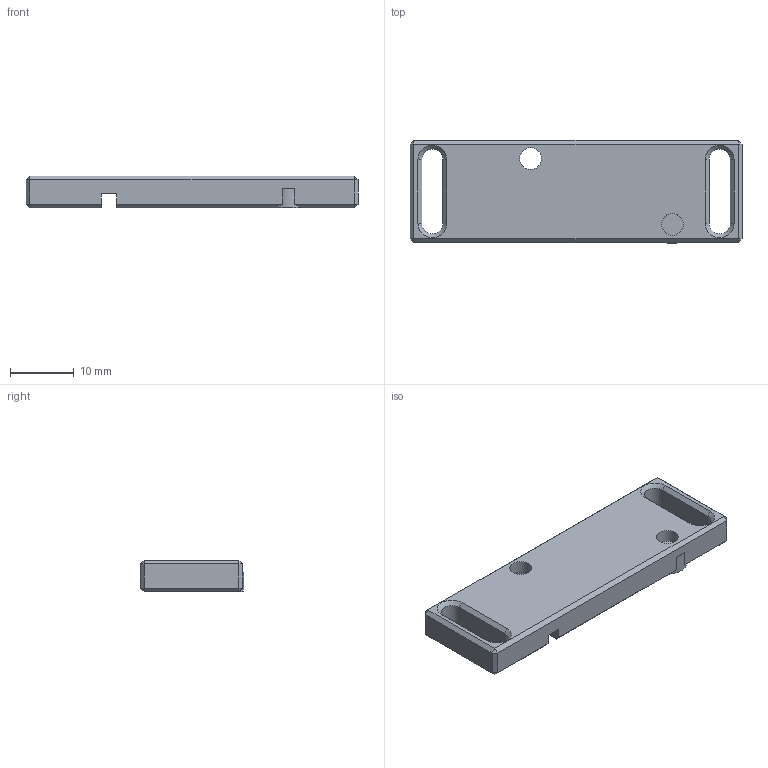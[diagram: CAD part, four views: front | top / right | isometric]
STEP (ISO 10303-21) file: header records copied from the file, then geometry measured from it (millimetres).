
FILE_DESCRIPTION(('FreeCAD Model'),'2;1');
FILE_NAME('Open CASCADE Shape Model','2021-09-18T08:23:45',('Author'),( ''),'Open CASCADE STEP processor 7.5','FreeCAD','Unknown');
FILE_SCHEMA(('AUTOMOTIVE_DESIGN { 1 0 10303 214 1 1 1 1 }'));
Length unit declared in the file: millimetre
Products named in the file (1): X-EndstopAdapter_R
Bounding box: 52 x 16.15 x 5 mm (x, y, z)
Volume: 3467.7 mm3; surface area: 2490.4 mm2
Topology: 1 solids, 1 shells, 67 faces, 152 edges, 88 vertices
Faces by surface type: plane 49, cylinder 10, cone 8
Full cylindrical faces by diameter (mm): 3.4 x2
Entity records: 3870 total; most frequent: CARTESIAN_POINT 703, DIRECTION 606, LINE 396, VECTOR 396, ORIENTED_EDGE 304, PCURVE 304, DEFINITIONAL_REPRESENTATION 304, EDGE_CURVE 152
